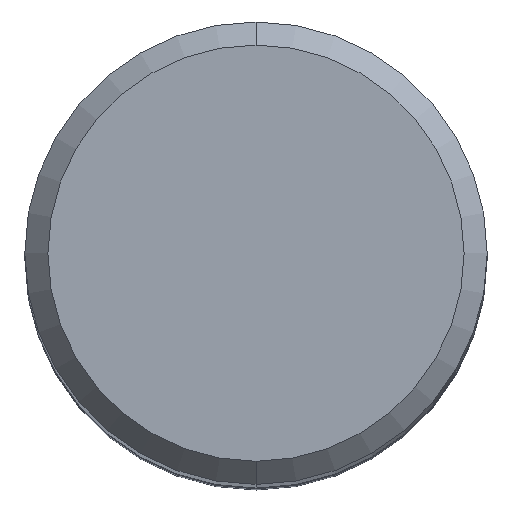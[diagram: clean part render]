
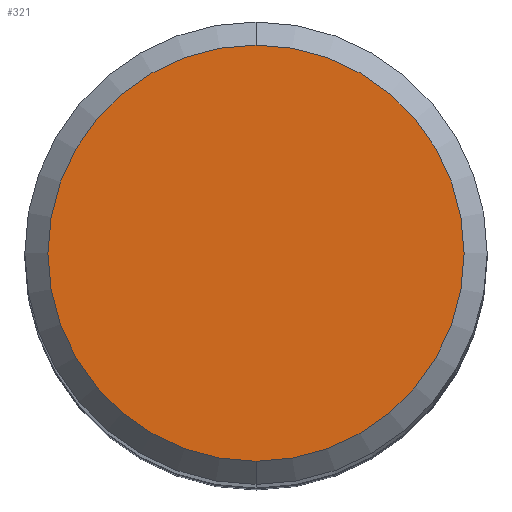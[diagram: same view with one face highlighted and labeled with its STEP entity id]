
A CAD part, top view. The second image highlights one B-rep face of the part: STEP entity #321.
In plain terms, the highlighted planar face has unit normal (0, 0, 1).
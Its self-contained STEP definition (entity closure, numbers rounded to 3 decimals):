
#233=VERTEX_POINT('',#564);
#261=EDGE_CURVE('',#289,#233,#594,.T.);
#289=VERTEX_POINT('',#624);
#309=EDGE_CURVE('',#233,#289,#645,.T.);
#321=ADVANCED_FACE('',(#657),#658,.T.);
#564=CARTESIAN_POINT('',(0.0,4.5,0.0));
#594=CIRCLE('',#1005,4.5);
#624=CARTESIAN_POINT('',(0.,-4.5,0.0));
#645=CIRCLE('',#1088,4.5);
#657=FACE_OUTER_BOUND('',#1144,.T.);
#658=PLANE('',#1145);
#1005=AXIS2_PLACEMENT_3D('',#1647,#1648,#1649);
#1088=AXIS2_PLACEMENT_3D('',#1694,#1695,#1696);
#1144=EDGE_LOOP('',(#1707,#1708));
#1145=AXIS2_PLACEMENT_3D('',#1709,#1710,#1711);
#1647=CARTESIAN_POINT('',(0.0,0.0,0.0));
#1648=DIRECTION('',(0.0,0.0,-1.0));
#1649=DIRECTION('',(0.0,1.0,0.0));
#1694=CARTESIAN_POINT('',(0.0,0.0,0.0));
#1695=DIRECTION('',(0.0,0.0,-1.0));
#1696=DIRECTION('',(0.0,1.0,0.0));
#1707=ORIENTED_EDGE('',*,*,#309,.F.);
#1708=ORIENTED_EDGE('',*,*,#261,.F.);
#1709=CARTESIAN_POINT('',(0.0,2.25,0.0));
#1710=DIRECTION('',(-0.0,0.0,1.0));
#1711=DIRECTION('',(0.0,-1.0,0.0));
